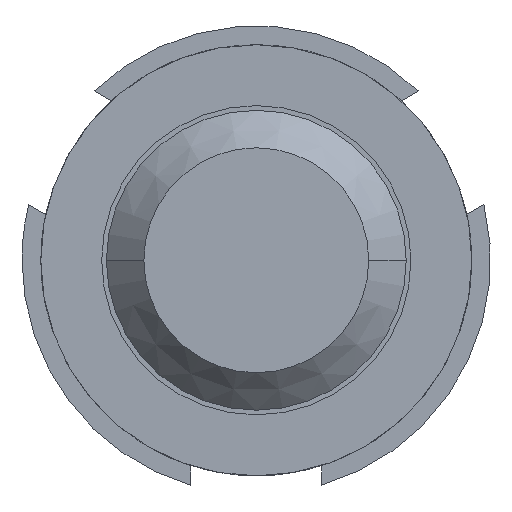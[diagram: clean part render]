
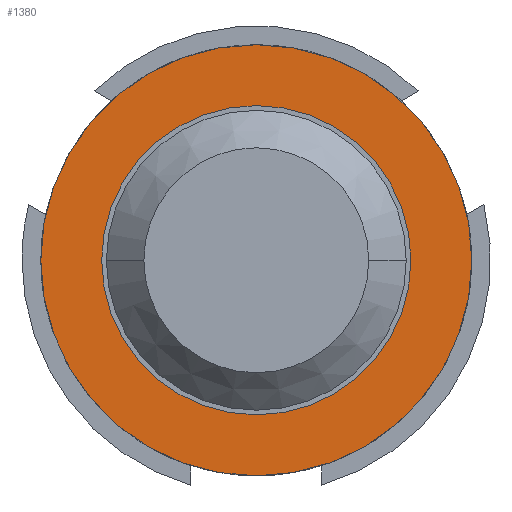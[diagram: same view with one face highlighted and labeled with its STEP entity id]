
A CAD part, front view. The second image highlights one B-rep face of the part: STEP entity #1380.
In plain terms, the highlighted planar face has unit normal (0, -1, 0).
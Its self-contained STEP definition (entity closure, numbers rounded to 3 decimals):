
#37 = CIRCLE ( 'NONE', #3691, 1.15 ) ;
#259 = CARTESIAN_POINT ( 'NONE',  ( 1.15, -1.5, 0. ) ) ;
#265 = AXIS2_PLACEMENT_3D ( 'NONE', #3036, #3289, #3661 ) ;
#301 = ORIENTED_EDGE ( 'NONE', *, *, #2057, .F. ) ;
#308 = VERTEX_POINT ( 'NONE', #1961 ) ;
#324 = AXIS2_PLACEMENT_3D ( 'NONE', #1449, #4068, #1488 ) ;
#338 = CARTESIAN_POINT ( 'NONE',  ( 0.825, -1.5, 0. ) ) ;
#505 = ORIENTED_EDGE ( 'NONE', *, *, #2693, .F. ) ;
#802 = AXIS2_PLACEMENT_3D ( 'NONE', #3529, #1589, #1531 ) ;
#842 = CIRCLE ( 'NONE', #802, 0.825 ) ;
#1060 = PLANE ( 'NONE',  #265 ) ;
#1132 = FACE_BOUND ( 'NONE', #4235, .T. ) ;
#1144 = AXIS2_PLACEMENT_3D ( 'NONE', #3204, #4214, #2256 ) ;
#1232 = CARTESIAN_POINT ( 'NONE',  ( -0.825, -1.5, 0. ) ) ;
#1281 = DIRECTION ( 'NONE',  ( 1., 0., 0. ) ) ;
#1380 = ADVANCED_FACE ( 'Defeature ausgef�hrt2_43', ( #2249, #1132 ), #1060, .F. ) ;
#1449 = CARTESIAN_POINT ( 'NONE',  ( 0., -1.5, 0. ) ) ;
#1488 = DIRECTION ( 'NONE',  ( 1., 0., 0. ) ) ;
#1531 = DIRECTION ( 'NONE',  ( 1., 0., 0. ) ) ;
#1589 = DIRECTION ( 'NONE',  ( 0., 1., 0. ) ) ;
#1639 = CIRCLE ( 'NONE', #324, 0.825 ) ;
#1682 = VERTEX_POINT ( 'NONE', #1232 ) ;
#1961 = CARTESIAN_POINT ( 'NONE',  ( -1.15, -1.5, 0. ) ) ;
#2057 = EDGE_CURVE ( 'Defeature ausgef�hrt2_37+Defeature ausgef�hrt2_43+Defeature ausgef�hrt2_43+Defeature ausgef�hrt2_43', #2671, #308, #37, .T. ) ;
#2249 = FACE_OUTER_BOUND ( 'NONE', #3165, .T. ) ;
#2256 = DIRECTION ( 'NONE',  ( 1., 0., 0. ) ) ;
#2359 = EDGE_CURVE ( 'Defeature ausgef�hrt2_43+Defeature ausgef�hrt2_42+Defeature ausgef�hrt2_42+Defeature ausgef�hrt2_42', #1682, #4201, #1639, .T. ) ;
#2593 = CARTESIAN_POINT ( 'NONE',  ( 0., -1.5, 0. ) ) ;
#2671 = VERTEX_POINT ( 'NONE', #259 ) ;
#2693 = EDGE_CURVE ( 'Defeature ausgef�hrt2_37+Defeature ausgef�hrt2_43+Defeature ausgef�hrt2_43+Defeature ausgef�hrt2_43', #308, #2671, #4015, .T. ) ;
#3036 = CARTESIAN_POINT ( 'NONE',  ( 0., -1.5, -0.825 ) ) ;
#3142 = ORIENTED_EDGE ( 'NONE', *, *, #3575, .T. ) ;
#3165 = EDGE_LOOP ( 'NONE', ( #301, #505 ) ) ;
#3204 = CARTESIAN_POINT ( 'NONE',  ( 0., -1.5, 0. ) ) ;
#3289 = DIRECTION ( 'NONE',  ( 0., 1., 0. ) ) ;
#3529 = CARTESIAN_POINT ( 'NONE',  ( 0., -1.5, 0. ) ) ;
#3575 = EDGE_CURVE ( 'Defeature ausgef�hrt2_43+Defeature ausgef�hrt2_42+Defeature ausgef�hrt2_42+Defeature ausgef�hrt2_42', #4201, #1682, #842, .T. ) ;
#3623 = ORIENTED_EDGE ( 'NONE', *, *, #2359, .T. ) ;
#3661 = DIRECTION ( 'NONE',  ( 1., 0., 0. ) ) ;
#3691 = AXIS2_PLACEMENT_3D ( 'NONE', #2593, #3873, #1281 ) ;
#3873 = DIRECTION ( 'NONE',  ( 0., 1., 0. ) ) ;
#4015 = CIRCLE ( 'NONE', #1144, 1.15 ) ;
#4068 = DIRECTION ( 'NONE',  ( 0., 1., 0. ) ) ;
#4201 = VERTEX_POINT ( 'NONE', #338 ) ;
#4214 = DIRECTION ( 'NONE',  ( 0., 1., 0. ) ) ;
#4235 = EDGE_LOOP ( 'NONE', ( #3142, #3623 ) ) ;
